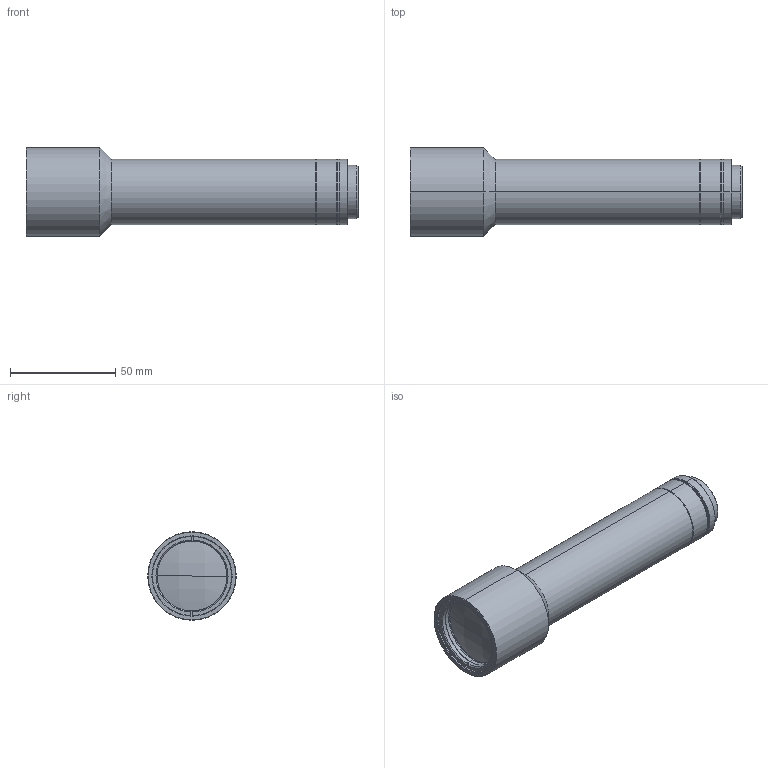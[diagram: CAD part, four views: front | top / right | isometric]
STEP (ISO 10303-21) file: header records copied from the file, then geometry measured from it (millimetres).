
FILE_DESCRIPTION (( 'STEP AP214' ), '1' );
FILE_NAME ('TTL11.5-25-110C.STEP', '2023-05-12T07:16:12', ( '' ), ( '' ), 'SwSTEP 2.0', 'SolidWorks 2022', '' );
FILE_SCHEMA (( 'AUTOMOTIVE_DESIGN' ));
Length unit declared in the file: millimetre
Products named in the file (1): TTL11.5-25-110C
Bounding box: 157.5 x 42 x 42 mm (x, y, z)
Volume: 75316.5 mm3; surface area: 44069.3 mm2
Topology: 15 solids, 15 shells, 201 faces, 438 edges, 276 vertices
Faces by surface type: cylinder 80, cone 56, plane 51, bspline 14
Entity records: 8151 total; most frequent: CARTESIAN_POINT 1174, DIRECTION 1056, ORIENTED_EDGE 876, AXIS2_PLACEMENT_3D 446, EDGE_CURVE 438, VERTEX_POINT 276, CIRCLE 258, EDGE_LOOP 236
